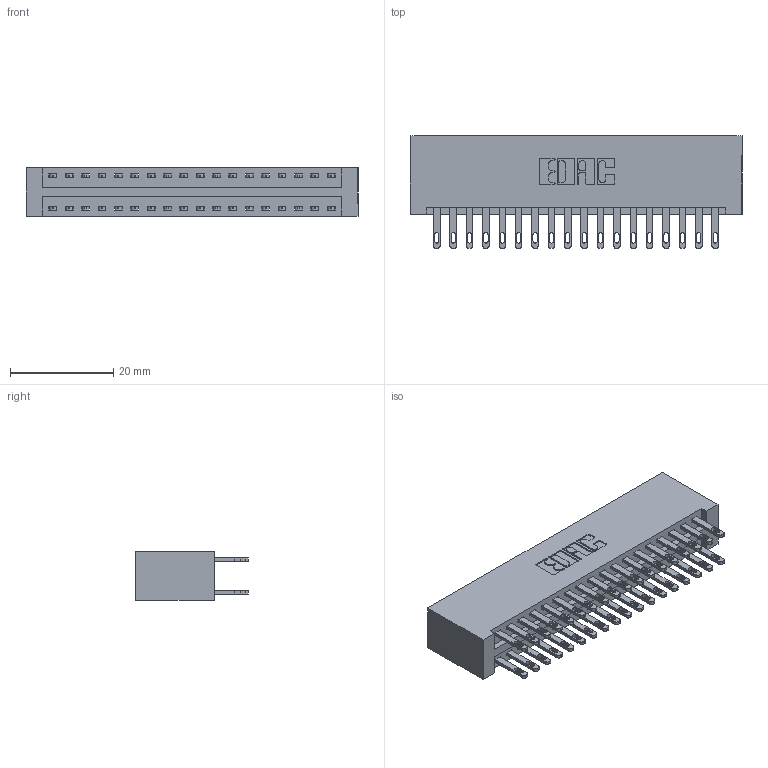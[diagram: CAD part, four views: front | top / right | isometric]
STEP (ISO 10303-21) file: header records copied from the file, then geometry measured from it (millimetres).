
FILE_DESCRIPTION (( 'STEP AP203' ), '1' );
FILE_NAME ('896-036-500-201.STEP', '2021-07-27T20:04:17', ( '' ), ( '' ), 'SwSTEP 2.0', 'SolidWorks 2020', '' );
FILE_SCHEMA (( 'CONFIG_CONTROL_DESIGN' ));
Length unit declared in the file: inch
Products named in the file (3): 846 Part_No Mounting Lugs; 896-036-500-201; 345-292-001_345-293-100
Assembly tree (37 placements, depth 2):
  896-036-500-201
    846 Part_No Mounting Lugs
    345-292-001_345-293-100  x36
Bounding box: 64.39 x 21.84 x 9.4 mm (x, y, z)
Volume: 6775.6 mm3; surface area: 9476.3 mm2
Topology: 37 solids, 37 shells, 1842 faces, 5597 edges, 3730 vertices
Faces by surface type: plane 1116, cylinder 726
Entity records: 14631 total; most frequent: CARTESIAN_POINT 2440, ORIENTED_EDGE 2374, DIRECTION 2199, EDGE_CURVE 1187, VECTOR 987, LINE 987, VERTEX_POINT 790, AXIS2_PLACEMENT_3D 606
